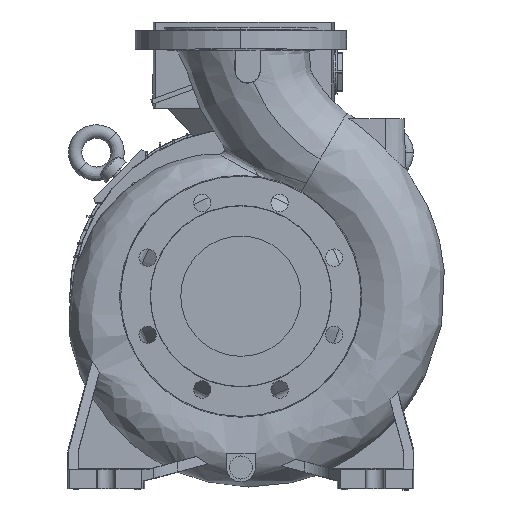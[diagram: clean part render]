
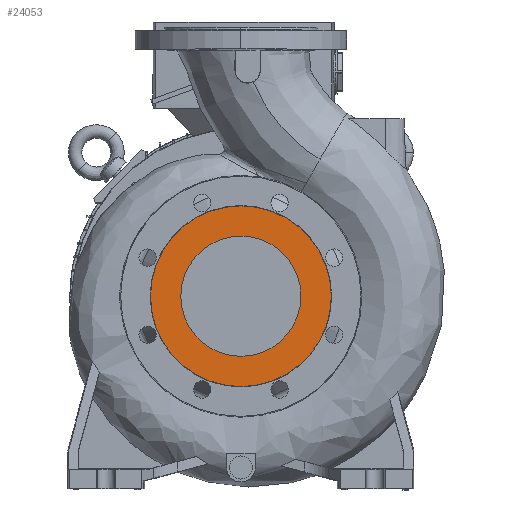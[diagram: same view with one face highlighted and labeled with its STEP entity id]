
A CAD part, top view. The second image highlights one B-rep face of the part: STEP entity #24053.
In plain terms, the highlighted face is planar.
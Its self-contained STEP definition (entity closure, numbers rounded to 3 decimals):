
#1301 = CIRCLE ( 'NONE', #58609, 94. ) ;
#10055 = CARTESIAN_POINT ( 'NONE',  ( 0., 0., 0. ) ) ;
#13755 = EDGE_LOOP ( 'NONE', ( #46963, #130795 ) ) ;
#18782 = EDGE_CURVE ( 'NONE', #31103, #60374, #86870, .T. ) ;
#24053 = ADVANCED_FACE ( 'NONE', ( #97877, #45360 ), #87483, .T. ) ;
#26535 = CARTESIAN_POINT ( 'NONE',  ( 0., 0., -62.5 ) ) ;
#29054 = ORIENTED_EDGE ( 'NONE', *, *, #65301, .T. ) ;
#30835 = AXIS2_PLACEMENT_3D ( 'NONE', #113681, #92253, #114364 ) ;
#31103 = VERTEX_POINT ( 'NONE', #81774 ) ;
#43429 = EDGE_LOOP ( 'NONE', ( #29054, #108282 ) ) ;
#44527 = DIRECTION ( 'NONE',  ( 0., 0., -1. ) ) ;
#45287 = CARTESIAN_POINT ( 'NONE',  ( 0., 0., -94. ) ) ;
#45360 = FACE_OUTER_BOUND ( 'NONE', #13755, .T. ) ;
#46963 = ORIENTED_EDGE ( 'NONE', *, *, #18782, .F. ) ;
#47621 = AXIS2_PLACEMENT_3D ( 'NONE', #113002, #59100, #124728 ) ;
#49526 = DIRECTION ( 'NONE',  ( 0., 0., 1. ) ) ;
#58609 = AXIS2_PLACEMENT_3D ( 'NONE', #10055, #105436, #64630 ) ;
#59100 = DIRECTION ( 'NONE',  ( -1., 0., 0. ) ) ;
#60374 = VERTEX_POINT ( 'NONE', #45287 ) ;
#64630 = DIRECTION ( 'NONE',  ( 0., 0., 1. ) ) ;
#65192 = CIRCLE ( 'NONE', #82842, 62.5 ) ;
#65301 = EDGE_CURVE ( 'NONE', #81448, #91045, #65192, .T. ) ;
#65849 = EDGE_CURVE ( 'NONE', #91045, #81448, #80648, .T. ) ;
#75829 = AXIS2_PLACEMENT_3D ( 'NONE', #81311, #124849, #49526 ) ;
#80648 = CIRCLE ( 'NONE', #47621, 62.5 ) ;
#81311 = CARTESIAN_POINT ( 'NONE',  ( 0., 0., 0. ) ) ;
#81448 = VERTEX_POINT ( 'NONE', #26535 ) ;
#81774 = CARTESIAN_POINT ( 'NONE',  ( 0., 0., 94. ) ) ;
#82842 = AXIS2_PLACEMENT_3D ( 'NONE', #97035, #118435, #44527 ) ;
#86870 = CIRCLE ( 'NONE', #75829, 94. ) ;
#87483 = PLANE ( 'NONE',  #30835 ) ;
#91045 = VERTEX_POINT ( 'NONE', #111525 ) ;
#92253 = DIRECTION ( 'NONE',  ( 1., 0., 0. ) ) ;
#97035 = CARTESIAN_POINT ( 'NONE',  ( 0., 0., 0. ) ) ;
#97877 = FACE_BOUND ( 'NONE', #43429, .T. ) ;
#105436 = DIRECTION ( 'NONE',  ( -1., 0., 0. ) ) ;
#108282 = ORIENTED_EDGE ( 'NONE', *, *, #65849, .T. ) ;
#111525 = CARTESIAN_POINT ( 'NONE',  ( 0., 0., 62.5 ) ) ;
#113002 = CARTESIAN_POINT ( 'NONE',  ( 0., 0., 0. ) ) ;
#113681 = CARTESIAN_POINT ( 'NONE',  ( 0., 188., 188. ) ) ;
#114364 = DIRECTION ( 'NONE',  ( 0., 0., -1. ) ) ;
#118435 = DIRECTION ( 'NONE',  ( -1., 0., 0. ) ) ;
#124728 = DIRECTION ( 'NONE',  ( 0., 0., -1. ) ) ;
#124849 = DIRECTION ( 'NONE',  ( -1., 0., 0. ) ) ;
#130795 = ORIENTED_EDGE ( 'NONE', *, *, #131535, .F. ) ;
#131535 = EDGE_CURVE ( 'NONE', #60374, #31103, #1301, .T. ) ;
